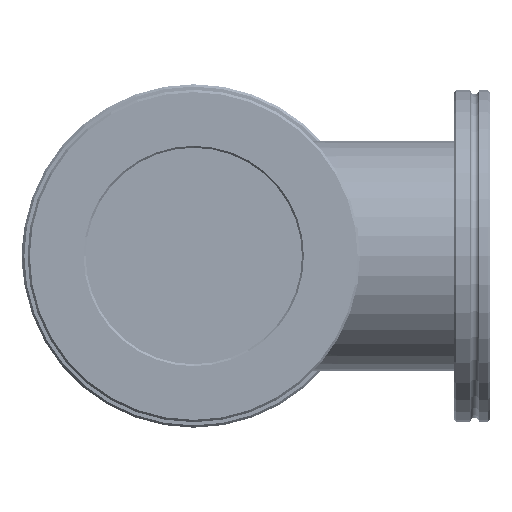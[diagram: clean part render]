
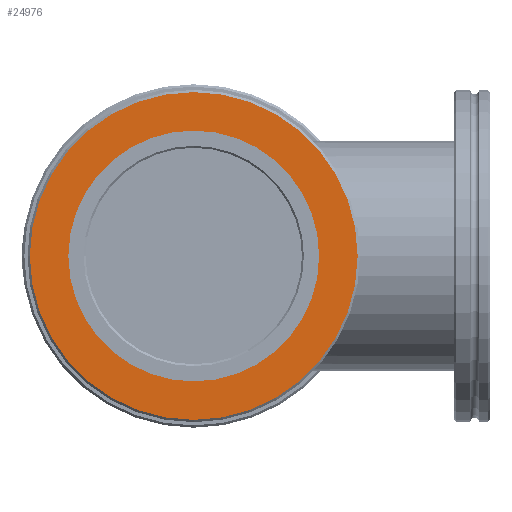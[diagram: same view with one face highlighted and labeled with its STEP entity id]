
A CAD part, front view. The second image highlights one B-rep face of the part: STEP entity #24976.
In plain terms, the highlighted planar face has unit normal (0, -1, 0).
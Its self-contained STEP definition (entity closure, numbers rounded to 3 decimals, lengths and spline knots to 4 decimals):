
#1014 = DIRECTION ( 'NONE',  ( 1., 0., 0. ) ) ;
#1456 = ORIENTED_EDGE ( 'NONE', *, *, #58959, .F. ) ;
#3683 = CIRCLE ( 'NONE', #21323, 1.634 ) ;
#4142 = CARTESIAN_POINT ( 'NONE',  ( 0., -7.1, 0. ) ) ;
#4167 = CARTESIAN_POINT ( 'NONE',  ( -1.634, -7.1, 0. ) ) ;
#5800 = CARTESIAN_POINT ( 'NONE',  ( 0., -7.1, 0. ) ) ;
#6449 = AXIS2_PLACEMENT_3D ( 'NONE', #10199, #28887, #47264 ) ;
#9737 = VERTEX_POINT ( 'NONE', #30168 ) ;
#10087 = DIRECTION ( 'NONE',  ( 1., 0., 0. ) ) ;
#10199 = CARTESIAN_POINT ( 'NONE',  ( 0., -7.1, 0. ) ) ;
#10966 = EDGE_CURVE ( 'NONE', #33815, #9737, #18067, .T. ) ;
#11007 = EDGE_LOOP ( 'NONE', ( #34408, #31403 ) ) ;
#13004 = FACE_OUTER_BOUND ( 'NONE', #11007, .T. ) ;
#13245 = CARTESIAN_POINT ( 'NONE',  ( 0., -7.1, 0. ) ) ;
#16944 = VERTEX_POINT ( 'NONE', #4167 ) ;
#18067 = CIRCLE ( 'NONE', #25902, 2.1355 ) ;
#19419 = CARTESIAN_POINT ( 'NONE',  ( 1.634, -7.1, 0. ) ) ;
#21323 = AXIS2_PLACEMENT_3D ( 'NONE', #4142, #22850, #21656 ) ;
#21656 = DIRECTION ( 'NONE',  ( 1., 0., 0. ) ) ;
#22850 = DIRECTION ( 'NONE',  ( 0., -1., 0. ) ) ;
#24976 = ADVANCED_FACE ( 'NONE', ( #13004, #31683 ), #42361, .T. ) ;
#25902 = AXIS2_PLACEMENT_3D ( 'NONE', #13245, #44810, #27364 ) ;
#27364 = DIRECTION ( 'NONE',  ( 1., 0., 0. ) ) ;
#28060 = CARTESIAN_POINT ( 'NONE',  ( -2.1355, -7.1, 0. ) ) ;
#28887 = DIRECTION ( 'NONE',  ( 0., -1., 0. ) ) ;
#30168 = CARTESIAN_POINT ( 'NONE',  ( 2.1355, -7.1, 0. ) ) ;
#31093 = ORIENTED_EDGE ( 'NONE', *, *, #34365, .F. ) ;
#31403 = ORIENTED_EDGE ( 'NONE', *, *, #49500, .T. ) ;
#31683 = FACE_BOUND ( 'NONE', #49866, .T. ) ;
#33815 = VERTEX_POINT ( 'NONE', #28060 ) ;
#34365 = EDGE_CURVE ( 'NONE', #16944, #39076, #51407, .T. ) ;
#34408 = ORIENTED_EDGE ( 'NONE', *, *, #10966, .T. ) ;
#37314 = CARTESIAN_POINT ( 'NONE',  ( 1.634, -7.1, 0. ) ) ;
#39076 = VERTEX_POINT ( 'NONE', #37314 ) ;
#39132 = CIRCLE ( 'NONE', #49878, 2.1355 ) ;
#42361 = PLANE ( 'NONE',  #46619 ) ;
#42988 = DIRECTION ( 'NONE',  ( 0., -1., 0. ) ) ;
#44810 = DIRECTION ( 'NONE',  ( 0., -1., 0. ) ) ;
#46619 = AXIS2_PLACEMENT_3D ( 'NONE', #19419, #42988, #1014 ) ;
#47264 = DIRECTION ( 'NONE',  ( 1., 0., 0. ) ) ;
#49500 = EDGE_CURVE ( 'NONE', #9737, #33815, #39132, .T. ) ;
#49866 = EDGE_LOOP ( 'NONE', ( #1456, #31093 ) ) ;
#49878 = AXIS2_PLACEMENT_3D ( 'NONE', #5800, #52609, #10087 ) ;
#51407 = CIRCLE ( 'NONE', #6449, 1.634 ) ;
#52609 = DIRECTION ( 'NONE',  ( 0., -1., 0. ) ) ;
#58959 = EDGE_CURVE ( 'NONE', #39076, #16944, #3683, .T. ) ;
